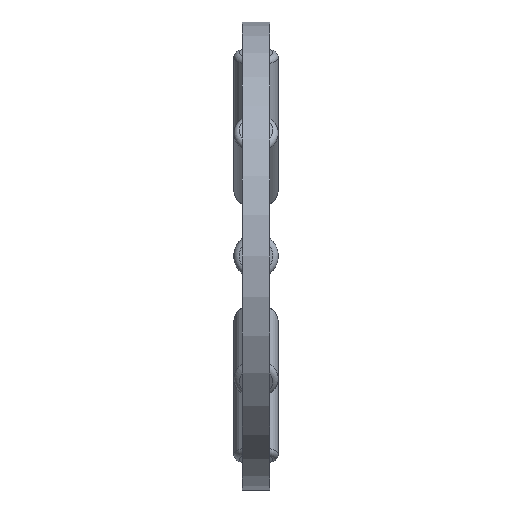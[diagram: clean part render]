
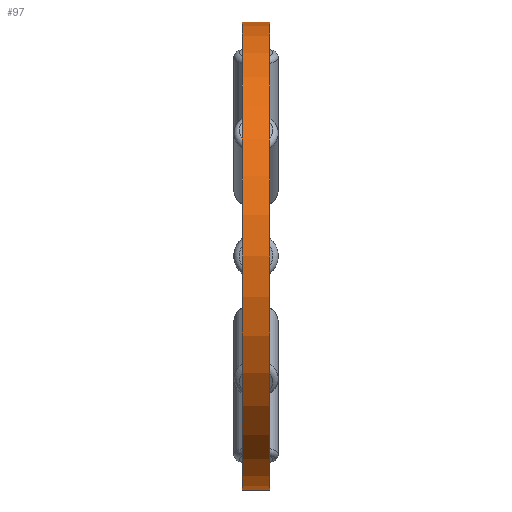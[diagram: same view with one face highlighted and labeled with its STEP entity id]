
A CAD part, front view. The second image highlights one B-rep face of the part: STEP entity #97.
In plain terms, the highlighted cylindrical face has radius 10.5 mm (diameter 21 mm), a partial arc.
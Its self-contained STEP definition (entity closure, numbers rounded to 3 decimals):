
#97=ADVANCED_FACE('',(#291),#292,.T.);
#291=FACE_OUTER_BOUND('',#633,.T.);
#292=CYLINDRICAL_SURFACE('',#634,10.5);
#633=EDGE_LOOP('',(#1190,#1191,#1192,#1193));
#634=AXIS2_PLACEMENT_3D('',#1194,#1195,#1196);
#1190=ORIENTED_EDGE('',*,*,#2139,.T.);
#1191=ORIENTED_EDGE('',*,*,#2269,.F.);
#1192=ORIENTED_EDGE('',*,*,#2141,.T.);
#1193=ORIENTED_EDGE('',*,*,#2270,.F.);
#1194=CARTESIAN_POINT('',(0.0,0.0,0.0));
#1195=DIRECTION('',(1.0,0.0,0.0));
#1196=DIRECTION('',(0.0,0.0,-1.0));
#2139=EDGE_CURVE('',#2539,#2540,#2541,.T.);
#2141=EDGE_CURVE('',#2544,#2542,#2545,.T.);
#2269=EDGE_CURVE('',#2544,#2540,#2757,.T.);
#2270=EDGE_CURVE('',#2539,#2542,#2758,.T.);
#2539=VERTEX_POINT('',#3211);
#2540=VERTEX_POINT('',#3212);
#2541=LINE('',#3213,#3214);
#2542=VERTEX_POINT('',#3215);
#2544=VERTEX_POINT('',#3217);
#2545=LINE('',#3218,#3219);
#2757=CIRCLE('',#3513,10.5);
#2758=CIRCLE('',#3514,10.5);
#3211=CARTESIAN_POINT('',(-0.625,0.0,-10.5));
#3212=CARTESIAN_POINT('',(0.625,0.0,-10.5));
#3213=CARTESIAN_POINT('',(0.0,0.,-10.5));
#3214=VECTOR('',#4747,1.0);
#3215=CARTESIAN_POINT('',(-0.625,0.,10.5));
#3217=CARTESIAN_POINT('',(0.625,0.,10.5));
#3218=CARTESIAN_POINT('',(0.0,0.,10.5));
#3219=VECTOR('',#4751,1.0);
#3513=AXIS2_PLACEMENT_3D('',#4969,#4970,#4971);
#3514=AXIS2_PLACEMENT_3D('',#4972,#4973,#4974);
#4747=DIRECTION('',(1.0,0.0,0.0));
#4751=DIRECTION('',(-1.0,-0.0,-0.0));
#4969=CARTESIAN_POINT('',(0.625,0.0,0.0));
#4970=DIRECTION('',(1.0,0.0,0.0));
#4971=DIRECTION('',(0.0,0.0,-1.0));
#4972=CARTESIAN_POINT('',(-0.625,0.0,0.0));
#4973=DIRECTION('',(-1.0,0.0,0.0));
#4974=DIRECTION('',(0.0,0.0,-1.0));
